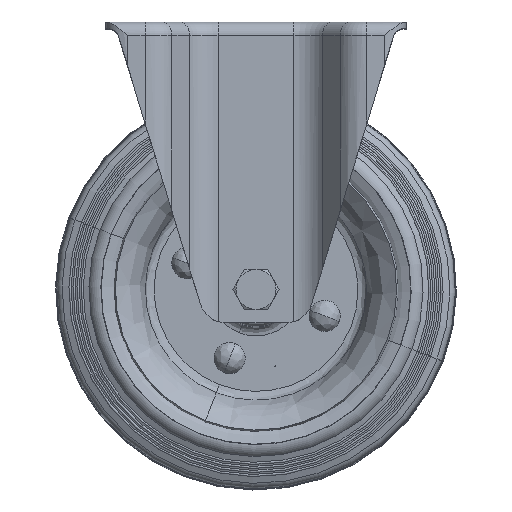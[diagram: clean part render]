
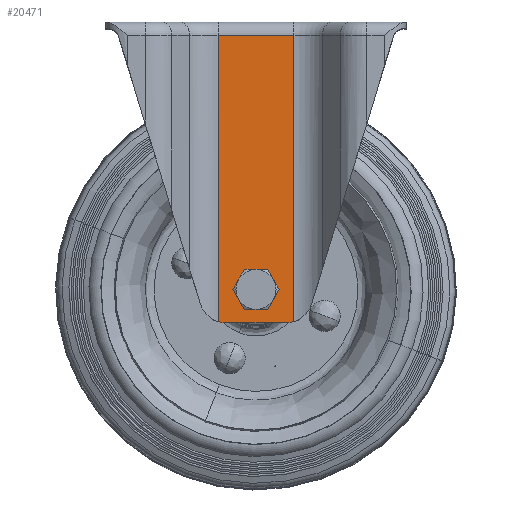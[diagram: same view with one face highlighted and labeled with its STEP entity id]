
A CAD part, top view. The second image highlights one B-rep face of the part: STEP entity #20471.
In plain terms, the highlighted planar face has unit normal (0, 0, 1).
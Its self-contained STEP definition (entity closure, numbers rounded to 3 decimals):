
#308 = ORIENTED_EDGE ( 'NONE', *, *, #2384, .F. ) ;
#416 = DIRECTION ( 'NONE',  ( 1., 0., 0. ) ) ;
#833 = EDGE_LOOP ( 'NONE', ( #11253, #23163, #15631, #308, #26271, #27616 ) ) ;
#937 = VERTEX_POINT ( 'NONE', #8946 ) ;
#1012 = DIRECTION ( 'NONE',  ( 1., 0., 0. ) ) ;
#1050 = EDGE_CURVE ( 'NONE', #14723, #8360, #12188, .T. ) ;
#1111 = CARTESIAN_POINT ( 'NONE',  ( -13.524, -123., 34. ) ) ;
#1568 = AXIS2_PLACEMENT_3D ( 'NONE', #1111, #3443, #1012 ) ;
#1744 = EDGE_CURVE ( 'NONE', #8360, #28724, #18193, .T. ) ;
#1809 = DIRECTION ( 'NONE',  ( 0., -1., 0. ) ) ;
#1831 = DIRECTION ( 'NONE',  ( 0., 0., 1. ) ) ;
#2384 = EDGE_CURVE ( 'NONE', #14131, #28724, #5463, .T. ) ;
#3443 = DIRECTION ( 'NONE',  ( 0., 0., -1. ) ) ;
#4944 = EDGE_CURVE ( 'NONE', #6437, #937, #20125, .T. ) ;
#5067 = DIRECTION ( 'NONE',  ( 0., 0., 1. ) ) ;
#5463 = CIRCLE ( 'NONE', #1568, 12. ) ;
#5851 = LINE ( 'NONE', #26503, #22155 ) ;
#6180 = DIRECTION ( 'NONE',  ( 0., 0., 1. ) ) ;
#6350 = PLANE ( 'NONE',  #14578 ) ;
#6437 = VERTEX_POINT ( 'NONE', #16464 ) ;
#7883 = VERTEX_POINT ( 'NONE', #14021 ) ;
#7915 = EDGE_CURVE ( 'NONE', #14853, #7883, #12755, .T. ) ;
#8360 = VERTEX_POINT ( 'NONE', #22890 ) ;
#8650 = CARTESIAN_POINT ( 'NONE',  ( -17.023, -135., 34. ) ) ;
#8839 = CARTESIAN_POINT ( 'NONE',  ( -25., -6., 34. ) ) ;
#8946 = CARTESIAN_POINT ( 'NONE',  ( 17.023, -134.479, 34. ) ) ;
#9184 = AXIS2_PLACEMENT_3D ( 'NONE', #18799, #16654, #416 ) ;
#10142 = CARTESIAN_POINT ( 'NONE',  ( 0., -120., 34. ) ) ;
#10233 = VECTOR ( 'NONE', #1809, 1000. ) ;
#11253 = ORIENTED_EDGE ( 'NONE', *, *, #12015, .T. ) ;
#12015 = EDGE_CURVE ( 'NONE', #937, #14723, #5851, .T. ) ;
#12188 = LINE ( 'NONE', #8839, #26731 ) ;
#12755 = CIRCLE ( 'NONE', #27738, 6.25 ) ;
#13143 = ORIENTED_EDGE ( 'NONE', *, *, #25984, .F. ) ;
#13825 = CARTESIAN_POINT ( 'NONE',  ( 6.25, -120., 34. ) ) ;
#14021 = CARTESIAN_POINT ( 'NONE',  ( -6.25, -120., 34. ) ) ;
#14131 = VERTEX_POINT ( 'NONE', #28102 ) ;
#14532 = AXIS2_PLACEMENT_3D ( 'NONE', #15598, #6180, #29513 ) ;
#14578 = AXIS2_PLACEMENT_3D ( 'NONE', #15665, #1831, #24803 ) ;
#14723 = VERTEX_POINT ( 'NONE', #18166 ) ;
#14853 = VERTEX_POINT ( 'NONE', #13825 ) ;
#15598 = CARTESIAN_POINT ( 'NONE',  ( 0., -120., 34. ) ) ;
#15631 = ORIENTED_EDGE ( 'NONE', *, *, #1744, .T. ) ;
#15665 = CARTESIAN_POINT ( 'NONE',  ( -25., -135., 34. ) ) ;
#16464 = CARTESIAN_POINT ( 'NONE',  ( 13.524, -135., 34. ) ) ;
#16606 = FACE_BOUND ( 'NONE', #22154, .T. ) ;
#16654 = DIRECTION ( 'NONE',  ( 0., 0., 1. ) ) ;
#18166 = CARTESIAN_POINT ( 'NONE',  ( 17.023, -6., 34. ) ) ;
#18193 = LINE ( 'NONE', #8650, #10233 ) ;
#18351 = DIRECTION ( 'NONE',  ( 1., 0., 0. ) ) ;
#18799 = CARTESIAN_POINT ( 'NONE',  ( 13.524, -123., 34. ) ) ;
#20125 = CIRCLE ( 'NONE', #9184, 12. ) ;
#20471 = ADVANCED_FACE ( 'NONE', ( #16606, #27519 ), #6350, .T. ) ;
#21017 = LINE ( 'NONE', #25271, #23924 ) ;
#21301 = DIRECTION ( 'NONE',  ( 1., 0., 0. ) ) ;
#22154 = EDGE_LOOP ( 'NONE', ( #13143, #22354 ) ) ;
#22155 = VECTOR ( 'NONE', #26406, 1000. ) ;
#22354 = ORIENTED_EDGE ( 'NONE', *, *, #7915, .F. ) ;
#22890 = CARTESIAN_POINT ( 'NONE',  ( -17.023, -6., 34. ) ) ;
#23163 = ORIENTED_EDGE ( 'NONE', *, *, #1050, .T. ) ;
#23924 = VECTOR ( 'NONE', #18351, 1000. ) ;
#24803 = DIRECTION ( 'NONE',  ( 1., 0., 0. ) ) ;
#25084 = DIRECTION ( 'NONE',  ( -1., 0., 0. ) ) ;
#25271 = CARTESIAN_POINT ( 'NONE',  ( -25., -135., 34. ) ) ;
#25984 = EDGE_CURVE ( 'NONE', #7883, #14853, #27871, .T. ) ;
#26271 = ORIENTED_EDGE ( 'NONE', *, *, #28757, .T. ) ;
#26406 = DIRECTION ( 'NONE',  ( 0., 1., 0. ) ) ;
#26503 = CARTESIAN_POINT ( 'NONE',  ( 17.023, 0., 34. ) ) ;
#26731 = VECTOR ( 'NONE', #25084, 1000. ) ;
#27519 = FACE_OUTER_BOUND ( 'NONE', #833, .T. ) ;
#27616 = ORIENTED_EDGE ( 'NONE', *, *, #4944, .T. ) ;
#27738 = AXIS2_PLACEMENT_3D ( 'NONE', #10142, #5067, #21301 ) ;
#27871 = CIRCLE ( 'NONE', #14532, 6.25 ) ;
#28102 = CARTESIAN_POINT ( 'NONE',  ( -13.524, -135., 34. ) ) ;
#28724 = VERTEX_POINT ( 'NONE', #30037 ) ;
#28757 = EDGE_CURVE ( 'NONE', #14131, #6437, #21017, .T. ) ;
#29513 = DIRECTION ( 'NONE',  ( 1., 0., 0. ) ) ;
#30037 = CARTESIAN_POINT ( 'NONE',  ( -17.023, -134.479, 34. ) ) ;
